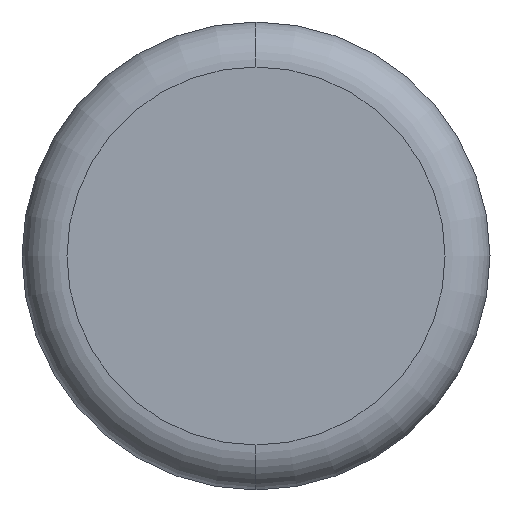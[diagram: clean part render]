
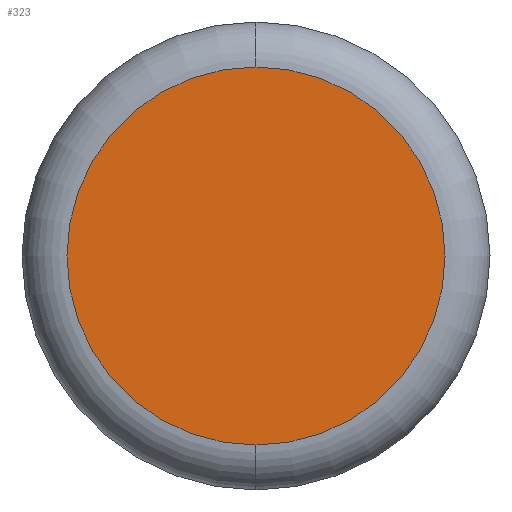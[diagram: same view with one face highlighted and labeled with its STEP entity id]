
A CAD part, front view. The second image highlights one B-rep face of the part: STEP entity #323.
In plain terms, the highlighted planar face has unit normal (0, -1, 0).
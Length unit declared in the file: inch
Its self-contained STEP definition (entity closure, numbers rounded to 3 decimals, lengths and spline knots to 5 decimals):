
#1 = AXIS2_PLACEMENT_3D ( 'NONE', #37, #373, #293 ) ;
#18 = AXIS2_PLACEMENT_3D ( 'NONE', #486, #358, #148 ) ;
#37 = CARTESIAN_POINT ( 'NONE',  ( 0., 0., 0. ) ) ;
#68 = AXIS2_PLACEMENT_3D ( 'NONE', #294, #211, #340 ) ;
#95 = VERTEX_POINT ( 'NONE', #182 ) ;
#110 = EDGE_CURVE ( 'NONE', #127, #95, #251, .T. ) ;
#127 = VERTEX_POINT ( 'NONE', #521 ) ;
#148 = DIRECTION ( 'NONE',  ( 0., 0., -1. ) ) ;
#156 = PLANE ( 'NONE',  #68 ) ;
#182 = CARTESIAN_POINT ( 'NONE',  ( 0., 0., 0.2525 ) ) ;
#209 = EDGE_CURVE ( 'NONE', #95, #127, #477, .T. ) ;
#211 = DIRECTION ( 'NONE',  ( 0., -1., 0. ) ) ;
#251 = CIRCLE ( 'NONE', #18, 0.2525 ) ;
#293 = DIRECTION ( 'NONE',  ( 0., 0., -1. ) ) ;
#294 = CARTESIAN_POINT ( 'NONE',  ( 0., 0., 0. ) ) ;
#323 = ADVANCED_FACE ( 'NONE', ( #405 ), #156, .T. ) ;
#337 = ORIENTED_EDGE ( 'NONE', *, *, #209, .T. ) ;
#340 = DIRECTION ( 'NONE',  ( 0., 0., -1. ) ) ;
#358 = DIRECTION ( 'NONE',  ( 0., -1., 0. ) ) ;
#373 = DIRECTION ( 'NONE',  ( 0., -1., 0. ) ) ;
#405 = FACE_OUTER_BOUND ( 'NONE', #502, .T. ) ;
#477 = CIRCLE ( 'NONE', #1, 0.2525 ) ;
#486 = CARTESIAN_POINT ( 'NONE',  ( 0., 0., 0. ) ) ;
#502 = EDGE_LOOP ( 'NONE', ( #541, #337 ) ) ;
#521 = CARTESIAN_POINT ( 'NONE',  ( 0., 0., -0.2525 ) ) ;
#541 = ORIENTED_EDGE ( 'NONE', *, *, #110, .T. ) ;
